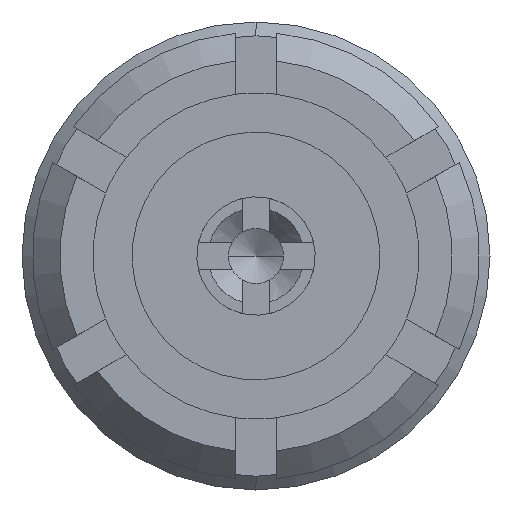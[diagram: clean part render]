
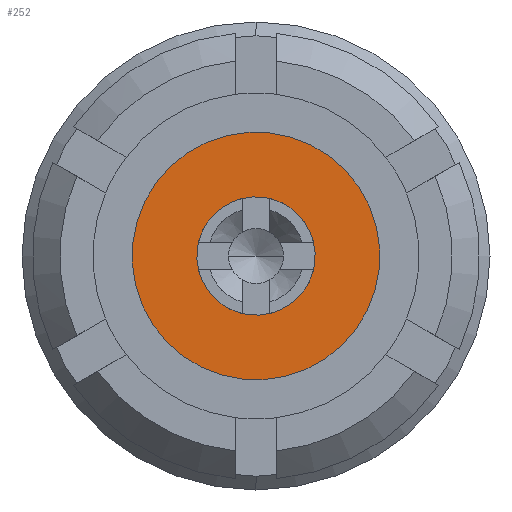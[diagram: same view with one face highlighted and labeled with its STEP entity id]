
A CAD part, left-side view. The second image highlights one B-rep face of the part: STEP entity #252.
In plain terms, the highlighted face is planar.
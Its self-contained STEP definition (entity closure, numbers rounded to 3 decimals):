
#20 = DIRECTION ( 'NONE',  ( 0.555, -0.832, 0. ) ) ;
#61 = ORIENTED_EDGE ( 'NONE', *, *, #2272, .T. ) ;
#234 = AXIS2_PLACEMENT_3D ( 'NONE', #1053, #2869, #4792 ) ;
#252 = ADVANCED_FACE ( 'NONE', ( #4167, #5328 ), #4847, .T. ) ;
#444 = CARTESIAN_POINT ( 'NONE',  ( 0., 0., -0.06 ) ) ;
#543 = DIRECTION ( 'NONE',  ( 0., 0., 1. ) ) ;
#574 = CIRCLE ( 'NONE', #234, 0.43 ) ;
#643 = CIRCLE ( 'NONE', #4886, 0.43 ) ;
#730 = CIRCLE ( 'NONE', #6089, 0.9 ) ;
#867 = DIRECTION ( 'NONE',  ( 0.555, -0.832, 0. ) ) ;
#1053 = CARTESIAN_POINT ( 'NONE',  ( 0., 0., -0.06 ) ) ;
#1489 = DIRECTION ( 'NONE',  ( 0., 0., 1. ) ) ;
#1781 = DIRECTION ( 'NONE',  ( 0.555, -0.832, 0. ) ) ;
#1979 = EDGE_LOOP ( 'NONE', ( #2854, #61 ) ) ;
#1984 = CARTESIAN_POINT ( 'NONE',  ( -0.749, -0.5, -0.06 ) ) ;
#2063 = AXIS2_PLACEMENT_3D ( 'NONE', #1984, #1489, #1781 ) ;
#2272 = EDGE_CURVE ( 'NONE', #2771, #6018, #730, .T. ) ;
#2627 = EDGE_LOOP ( 'NONE', ( #4903, #6174 ) ) ;
#2640 = AXIS2_PLACEMENT_3D ( 'NONE', #4207, #543, #20 ) ;
#2771 = VERTEX_POINT ( 'NONE', #5504 ) ;
#2854 = ORIENTED_EDGE ( 'NONE', *, *, #5986, .T. ) ;
#2869 = DIRECTION ( 'NONE',  ( 0., 0., 1. ) ) ;
#2873 = CARTESIAN_POINT ( 'NONE',  ( 0.5, -0.749, -0.06 ) ) ;
#3307 = VERTEX_POINT ( 'NONE', #4585 ) ;
#3747 = DIRECTION ( 'NONE',  ( 0., 0., 1. ) ) ;
#3800 = CARTESIAN_POINT ( 'NONE',  ( 0., 0., -0.06 ) ) ;
#3987 = CIRCLE ( 'NONE', #2640, 0.9 ) ;
#4167 = FACE_OUTER_BOUND ( 'NONE', #1979, .T. ) ;
#4169 = VERTEX_POINT ( 'NONE', #4759 ) ;
#4207 = CARTESIAN_POINT ( 'NONE',  ( 0., 0., -0.06 ) ) ;
#4244 = DIRECTION ( 'NONE',  ( 0.555, -0.832, 0. ) ) ;
#4274 = DIRECTION ( 'NONE',  ( 0., 0., 1. ) ) ;
#4585 = CARTESIAN_POINT ( 'NONE',  ( 0.239, -0.358, -0.06 ) ) ;
#4759 = CARTESIAN_POINT ( 'NONE',  ( -0.239, 0.358, -0.06 ) ) ;
#4792 = DIRECTION ( 'NONE',  ( 0.555, -0.832, 0. ) ) ;
#4847 = PLANE ( 'NONE',  #2063 ) ;
#4886 = AXIS2_PLACEMENT_3D ( 'NONE', #3800, #4274, #867 ) ;
#4903 = ORIENTED_EDGE ( 'NONE', *, *, #5195, .F. ) ;
#5195 = EDGE_CURVE ( 'NONE', #3307, #4169, #574, .T. ) ;
#5328 = FACE_BOUND ( 'NONE', #2627, .T. ) ;
#5504 = CARTESIAN_POINT ( 'NONE',  ( -0.5, 0.749, -0.06 ) ) ;
#5917 = EDGE_CURVE ( 'NONE', #4169, #3307, #643, .T. ) ;
#5986 = EDGE_CURVE ( 'NONE', #6018, #2771, #3987, .T. ) ;
#6018 = VERTEX_POINT ( 'NONE', #2873 ) ;
#6089 = AXIS2_PLACEMENT_3D ( 'NONE', #444, #3747, #4244 ) ;
#6174 = ORIENTED_EDGE ( 'NONE', *, *, #5917, .F. ) ;
